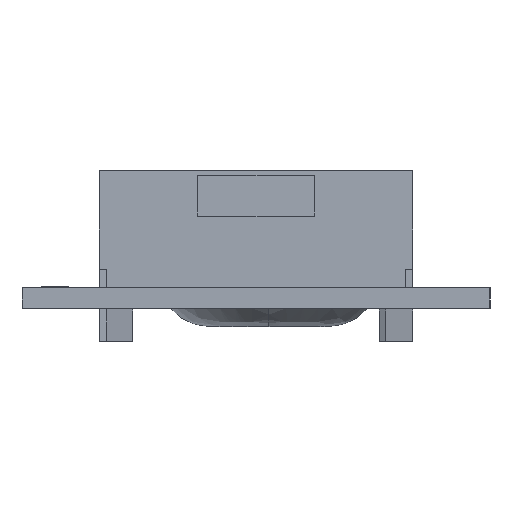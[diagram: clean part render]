
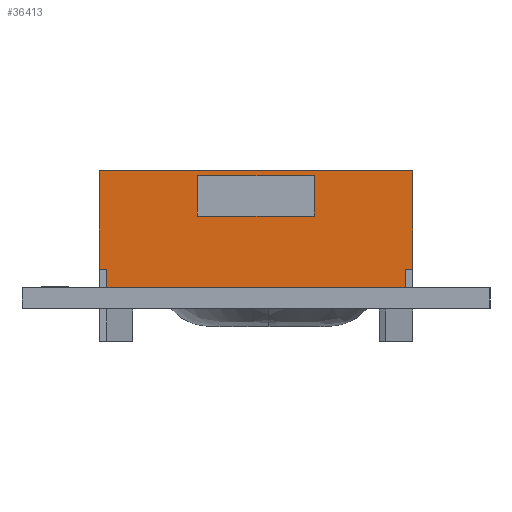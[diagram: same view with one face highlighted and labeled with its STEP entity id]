
A CAD part, left-side view. The second image highlights one B-rep face of the part: STEP entity #36413.
In plain terms, the highlighted planar face has unit normal (1, 0, 0).
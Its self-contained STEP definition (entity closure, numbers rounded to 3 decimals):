
#456 = CARTESIAN_POINT ( 'NONE',  ( -35.425, 11.47, 1.6 ) ) ;
#507 = CARTESIAN_POINT ( 'NONE',  ( -35.425, 12.07, 1.6 ) ) ;
#903 = CARTESIAN_POINT ( 'NONE',  ( -35.425, -12.07, 3. ) ) ;
#1918 = ORIENTED_EDGE ( 'NONE', *, *, #27618, .T. ) ;
#2865 = CARTESIAN_POINT ( 'NONE',  ( -35.425, 4.5, 10.2 ) ) ;
#3164 = LINE ( 'NONE', #13808, #33290 ) ;
#3541 = ORIENTED_EDGE ( 'NONE', *, *, #36620, .F. ) ;
#4333 = ORIENTED_EDGE ( 'NONE', *, *, #35074, .F. ) ;
#5916 = DIRECTION ( 'NONE',  ( 0., 0., -1. ) ) ;
#6805 = CARTESIAN_POINT ( 'NONE',  ( -35.425, -12.07, 1.6 ) ) ;
#7529 = CARTESIAN_POINT ( 'NONE',  ( -35.425, -4.5, 7.1 ) ) ;
#7783 = CARTESIAN_POINT ( 'NONE',  ( -35.425, -12.07, 1.6 ) ) ;
#8054 = VERTEX_POINT ( 'NONE', #27150 ) ;
#8604 = LINE ( 'NONE', #456, #38708 ) ;
#9736 = EDGE_CURVE ( 'NONE', #35868, #25066, #8604, .T. ) ;
#10334 = CARTESIAN_POINT ( 'NONE',  ( -35.425, -11.47, 3. ) ) ;
#10841 = ORIENTED_EDGE ( 'NONE', *, *, #14540, .F. ) ;
#11096 = VECTOR ( 'NONE', #30879, 1000. ) ;
#11357 = VERTEX_POINT ( 'NONE', #24159 ) ;
#12012 = CARTESIAN_POINT ( 'NONE',  ( -35.425, 11.47, 1.6 ) ) ;
#12293 = LINE ( 'NONE', #6805, #20307 ) ;
#12928 = LINE ( 'NONE', #33160, #28926 ) ;
#12996 = CARTESIAN_POINT ( 'NONE',  ( -35.425, -12.07, 10.6 ) ) ;
#13808 = CARTESIAN_POINT ( 'NONE',  ( -35.425, -12.07, 7.1 ) ) ;
#14213 = DIRECTION ( 'NONE',  ( -1., 0., 0. ) ) ;
#14376 = CARTESIAN_POINT ( 'NONE',  ( -35.425, 11.47, 3. ) ) ;
#14540 = EDGE_CURVE ( 'NONE', #8054, #20033, #12928, .T. ) ;
#14688 = EDGE_CURVE ( 'NONE', #11357, #23254, #35512, .T. ) ;
#14874 = LINE ( 'NONE', #18723, #30907 ) ;
#15571 = EDGE_LOOP ( 'NONE', ( #16490, #35936, #28256, #10841 ) ) ;
#15844 = VECTOR ( 'NONE', #16042, 1000. ) ;
#15942 = ORIENTED_EDGE ( 'NONE', *, *, #36693, .F. ) ;
#16018 = VERTEX_POINT ( 'NONE', #27229 ) ;
#16042 = DIRECTION ( 'NONE',  ( 0., 1., 0. ) ) ;
#16270 = CARTESIAN_POINT ( 'NONE',  ( -35.425, -12.07, 10.2 ) ) ;
#16335 = LINE ( 'NONE', #31198, #32297 ) ;
#16490 = ORIENTED_EDGE ( 'NONE', *, *, #36215, .F. ) ;
#17085 = EDGE_CURVE ( 'NONE', #20033, #32942, #3164, .T. ) ;
#17281 = VERTEX_POINT ( 'NONE', #2865 ) ;
#17544 = EDGE_CURVE ( 'NONE', #32942, #17281, #35136, .T. ) ;
#18723 = CARTESIAN_POINT ( 'NONE',  ( -35.425, -11.47, 1.6 ) ) ;
#19870 = CARTESIAN_POINT ( 'NONE',  ( -35.425, 12.07, 10.6 ) ) ;
#19909 = DIRECTION ( 'NONE',  ( 0., 1., 0. ) ) ;
#19951 = VERTEX_POINT ( 'NONE', #10334 ) ;
#20033 = VERTEX_POINT ( 'NONE', #7529 ) ;
#20307 = VECTOR ( 'NONE', #24865, 1000. ) ;
#21689 = LINE ( 'NONE', #25534, #37684 ) ;
#21765 = EDGE_LOOP ( 'NONE', ( #23142, #35175, #4333, #3541, #1918, #27048, #15942, #29349 ) ) ;
#21906 = DIRECTION ( 'NONE',  ( 0., -1., 0. ) ) ;
#23142 = ORIENTED_EDGE ( 'NONE', *, *, #29914, .F. ) ;
#23254 = VERTEX_POINT ( 'NONE', #19870 ) ;
#23825 = LINE ( 'NONE', #12996, #15844 ) ;
#24159 = CARTESIAN_POINT ( 'NONE',  ( -35.425, 12.07, 3. ) ) ;
#24651 = DIRECTION ( 'NONE',  ( 0., 0., 1. ) ) ;
#24758 = DIRECTION ( 'NONE',  ( 0., 0., 1. ) ) ;
#24865 = DIRECTION ( 'NONE',  ( 0., 0., 1. ) ) ;
#24993 = VECTOR ( 'NONE', #19909, 1000. ) ;
#25066 = VERTEX_POINT ( 'NONE', #12012 ) ;
#25258 = FACE_BOUND ( 'NONE', #15571, .T. ) ;
#25534 = CARTESIAN_POINT ( 'NONE',  ( -35.425, -11.77, 3. ) ) ;
#25890 = AXIS2_PLACEMENT_3D ( 'NONE', #32260, #14213, #35299 ) ;
#27048 = ORIENTED_EDGE ( 'NONE', *, *, #9736, .F. ) ;
#27150 = CARTESIAN_POINT ( 'NONE',  ( -35.425, -4.5, 10.2 ) ) ;
#27229 = CARTESIAN_POINT ( 'NONE',  ( -35.425, -12.07, 10.6 ) ) ;
#27466 = VECTOR ( 'NONE', #24758, 1000. ) ;
#27618 = EDGE_CURVE ( 'NONE', #31513, #25066, #32968, .T. ) ;
#28098 = CARTESIAN_POINT ( 'NONE',  ( -35.425, 4.5, 1.6 ) ) ;
#28256 = ORIENTED_EDGE ( 'NONE', *, *, #17085, .F. ) ;
#28422 = DIRECTION ( 'NONE',  ( 0., -1., 0. ) ) ;
#28926 = VECTOR ( 'NONE', #5916, 1000. ) ;
#29349 = ORIENTED_EDGE ( 'NONE', *, *, #14688, .T. ) ;
#29464 = VECTOR ( 'NONE', #21906, 1000. ) ;
#29914 = EDGE_CURVE ( 'NONE', #16018, #23254, #23825, .T. ) ;
#30425 = LINE ( 'NONE', #16270, #29464 ) ;
#30589 = DIRECTION ( 'NONE',  ( 0., 0., -1. ) ) ;
#30879 = DIRECTION ( 'NONE',  ( 0., 0., 1. ) ) ;
#30907 = VECTOR ( 'NONE', #24651, 1000. ) ;
#31198 = CARTESIAN_POINT ( 'NONE',  ( -35.425, -12.07, 3. ) ) ;
#31495 = EDGE_CURVE ( 'NONE', #32957, #16018, #12293, .T. ) ;
#31513 = VERTEX_POINT ( 'NONE', #34067 ) ;
#31953 = DIRECTION ( 'NONE',  ( 0., 1., 0. ) ) ;
#32260 = CARTESIAN_POINT ( 'NONE',  ( -35.425, -12.07, 1.6 ) ) ;
#32297 = VECTOR ( 'NONE', #34226, 1000. ) ;
#32942 = VERTEX_POINT ( 'NONE', #33939 ) ;
#32957 = VERTEX_POINT ( 'NONE', #903 ) ;
#32968 = LINE ( 'NONE', #7783, #24993 ) ;
#33160 = CARTESIAN_POINT ( 'NONE',  ( -35.425, -4.5, 1.6 ) ) ;
#33290 = VECTOR ( 'NONE', #31953, 1000. ) ;
#33939 = CARTESIAN_POINT ( 'NONE',  ( -35.425, 4.5, 7.1 ) ) ;
#34067 = CARTESIAN_POINT ( 'NONE',  ( -35.425, -11.47, 1.6 ) ) ;
#34191 = FACE_OUTER_BOUND ( 'NONE', #21765, .T. ) ;
#34226 = DIRECTION ( 'NONE',  ( 0., -1., 0. ) ) ;
#35074 = EDGE_CURVE ( 'NONE', #19951, #32957, #21689, .T. ) ;
#35136 = LINE ( 'NONE', #28098, #11096 ) ;
#35174 = PLANE ( 'NONE',  #25890 ) ;
#35175 = ORIENTED_EDGE ( 'NONE', *, *, #31495, .F. ) ;
#35299 = DIRECTION ( 'NONE',  ( 0., -1., 0. ) ) ;
#35512 = LINE ( 'NONE', #507, #27466 ) ;
#35868 = VERTEX_POINT ( 'NONE', #14376 ) ;
#35936 = ORIENTED_EDGE ( 'NONE', *, *, #17544, .F. ) ;
#36215 = EDGE_CURVE ( 'NONE', #17281, #8054, #30425, .T. ) ;
#36413 = ADVANCED_FACE ( 'NONE', ( #34191, #25258 ), #35174, .F. ) ;
#36620 = EDGE_CURVE ( 'NONE', #31513, #19951, #14874, .T. ) ;
#36693 = EDGE_CURVE ( 'NONE', #11357, #35868, #16335, .T. ) ;
#37684 = VECTOR ( 'NONE', #28422, 1000. ) ;
#38708 = VECTOR ( 'NONE', #30589, 1000. ) ;
